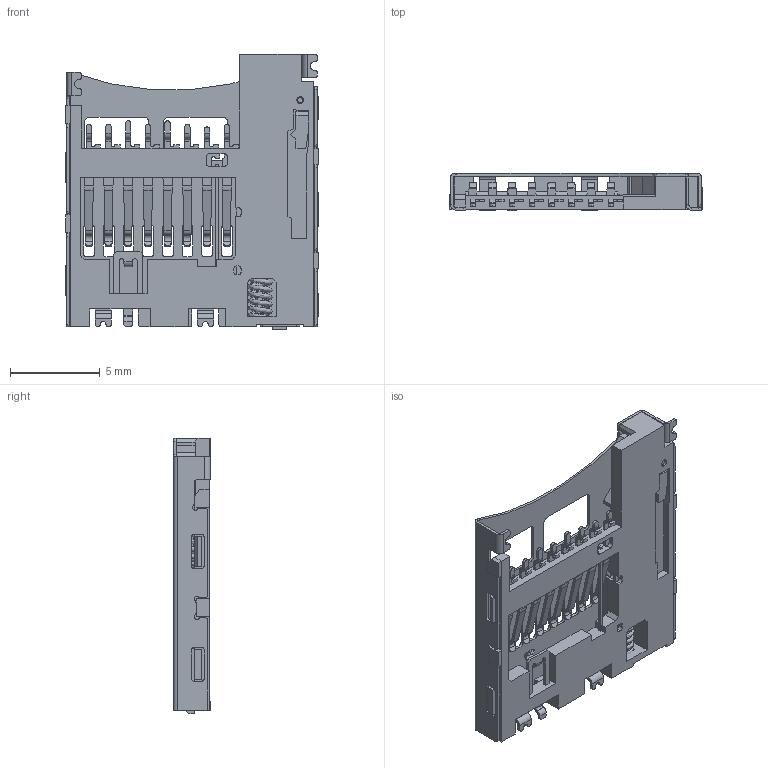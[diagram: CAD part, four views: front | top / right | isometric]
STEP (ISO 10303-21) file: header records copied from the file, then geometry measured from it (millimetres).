
FILE_DESCRIPTION (( 'STEP AP214' ), '1' );
FILE_NAME ('MEM2051-00-195-00-A.STEP', '2021-09-22T12:13:17', ( '' ), ( '' ), 'SwSTEP 2.0', 'SolidWorks 2017', '' );
FILE_SCHEMA (( 'AUTOMOTIVE_DESIGN' ));
Length unit declared in the file: millimetre
Products named in the file (1): MEM2051-00-195-00-A
Bounding box: 14.1 x 2.05 x 15.35 mm (x, y, z)
Volume: 144.7 mm3; surface area: 1029.9 mm2
Topology: 39 solids, 39 shells, 1041 faces, 2766 edges, 1795 vertices
Faces by surface type: plane 626, cylinder 389, bspline 14, sphere 8, torus 4
Entity records: 37597 total; most frequent: CARTESIAN_POINT 11269, ORIENTED_EDGE 5516, DIRECTION 5277, EDGE_CURVE 2758, VECTOR 1951, LINE 1951, VERTEX_POINT 1795, AXIS2_PLACEMENT_3D 1663
